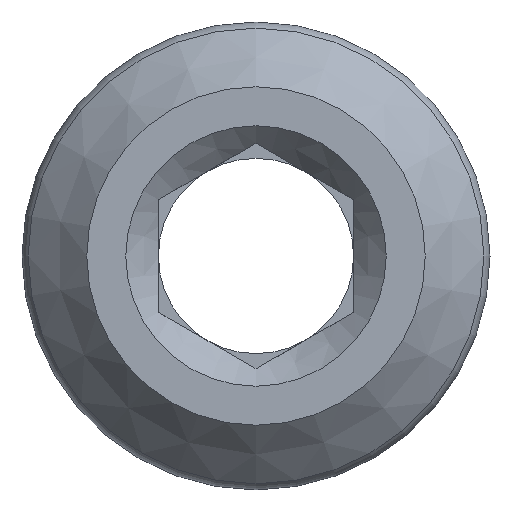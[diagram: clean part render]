
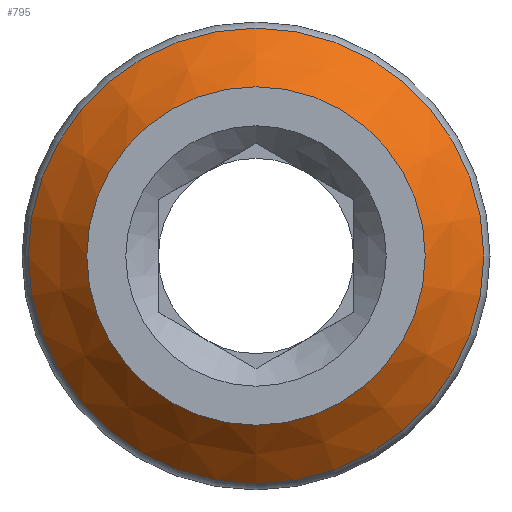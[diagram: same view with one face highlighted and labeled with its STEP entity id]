
A CAD part, front view. The second image highlights one B-rep face of the part: STEP entity #795.
In plain terms, the highlighted conical face has half-angle 45 degrees and reference radius 7 mm.
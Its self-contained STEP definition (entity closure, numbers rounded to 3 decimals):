
#65=CONICAL_SURFACE('',#861,7.,0.785);
#177=ORIENTED_EDGE('',*,*,#249,.F.);
#178=ORIENTED_EDGE('',*,*,#250,.F.);
#249=EDGE_CURVE('',#294,#294,#327,.F.);
#250=EDGE_CURVE('',#295,#295,#328,.T.);
#294=VERTEX_POINT('',#1185);
#295=VERTEX_POINT('',#1188);
#327=CIRCLE('',#860,5.2);
#328=CIRCLE('',#862,7.);
#380=EDGE_LOOP('',(#177));
#381=EDGE_LOOP('',(#178));
#448=FACE_BOUND('',#380,.T.);
#449=FACE_BOUND('',#381,.T.);
#795=ADVANCED_FACE('',(#448,#449),#65,.T.);
#860=AXIS2_PLACEMENT_3D('',#1184,#999,#1000);
#861=AXIS2_PLACEMENT_3D('',#1186,#1001,#1002);
#862=AXIS2_PLACEMENT_3D('',#1187,#1003,#1004);
#999=DIRECTION('',(0.,1.,0.));
#1000=DIRECTION('',(0.,0.,1.));
#1001=DIRECTION('',(0.,1.,0.));
#1002=DIRECTION('',(0.,0.,1.));
#1003=DIRECTION('',(0.,1.,0.));
#1004=DIRECTION('',(0.,0.,1.));
#1184=CARTESIAN_POINT('',(0.,0.,0.));
#1185=CARTESIAN_POINT('',(0.,0.,5.2));
#1186=CARTESIAN_POINT('',(0.,1.8,0.));
#1187=CARTESIAN_POINT('',(0.,1.8,0.));
#1188=CARTESIAN_POINT('',(0.,1.8,7.));
